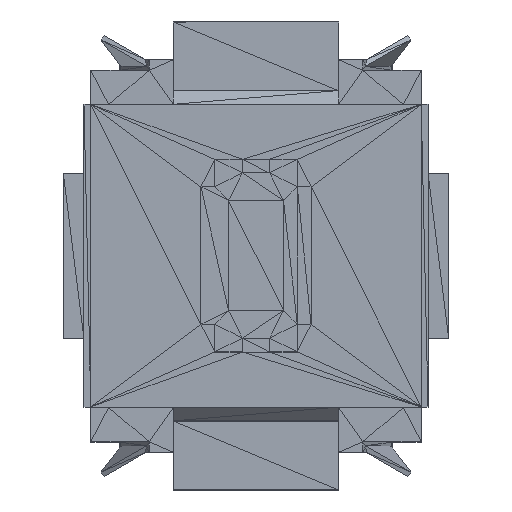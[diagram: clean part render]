
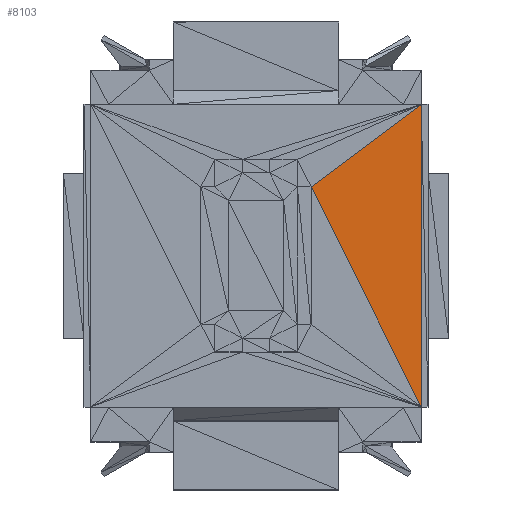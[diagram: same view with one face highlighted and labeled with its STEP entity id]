
A CAD part, top view. The second image highlights one B-rep face of the part: STEP entity #8103.
In plain terms, the highlighted planar face has unit normal (0, 0, 1).
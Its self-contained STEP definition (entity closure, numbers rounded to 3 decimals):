
#7765 = VERTEX_POINT('',#7766);
#7766 = CARTESIAN_POINT('',(6.,-5.5,9.));
#7947 = PLANE('',#7948);
#7948 = AXIS2_PLACEMENT_3D('',#7949,#7950,#7951);
#7949 = CARTESIAN_POINT('',(3.472,-1.764,9.));
#7950 = DIRECTION('',(0.,0.,1.));
#7951 = DIRECTION('',(1.,0.,-0.));
#8052 = VERTEX_POINT('',#8053);
#8053 = CARTESIAN_POINT('',(6.,5.5,9.));
#8103 = ADVANCED_FACE('',(#8104),#8116,.T.);
#8104 = FACE_BOUND('',#8105,.T.);
#8105 = EDGE_LOOP('',(#8106,#8138,#8158));
#8106 = ORIENTED_EDGE('',*,*,#8107,.T.);
#8107 = EDGE_CURVE('',#8052,#8108,#8110,.T.);
#8108 = VERTEX_POINT('',#8109);
#8109 = CARTESIAN_POINT('',(2.,2.5,9.));
#8110 = SURFACE_CURVE('',#8111,(#8115,#8127),.PCURVE_S1.);
#8111 = LINE('',#8112,#8113);
#8112 = CARTESIAN_POINT('',(6.,5.5,9.));
#8113 = VECTOR('',#8114,1.);
#8114 = DIRECTION('',(-0.8,-0.6,0.));
#8115 = PCURVE('',#8116,#8121);
#8116 = PLANE('',#8117);
#8117 = AXIS2_PLACEMENT_3D('',#8118,#8119,#8120);
#8118 = CARTESIAN_POINT('',(4.882,0.264,9.));
#8119 = DIRECTION('',(0.,0.,1.));
#8120 = DIRECTION('',(1.,0.,-0.));
#8121 = DEFINITIONAL_REPRESENTATION('',(#8122),#8126);
#8122 = LINE('',#8123,#8124);
#8123 = CARTESIAN_POINT('',(1.118,5.236));
#8124 = VECTOR('',#8125,1.);
#8125 = DIRECTION('',(-0.8,-0.6));
#8126 = ( GEOMETRIC_REPRESENTATION_CONTEXT(2) 
PARAMETRIC_REPRESENTATION_CONTEXT() REPRESENTATION_CONTEXT('2D SPACE',''
  ) );
#8127 = PCURVE('',#8128,#8133);
#8128 = PLANE('',#8129);
#8129 = AXIS2_PLACEMENT_3D('',#8130,#8131,#8132);
#8130 = CARTESIAN_POINT('',(3.661,4.122,9.));
#8131 = DIRECTION('',(0.,0.,1.));
#8132 = DIRECTION('',(1.,0.,-0.));
#8133 = DEFINITIONAL_REPRESENTATION('',(#8134),#8137);
#8134 = B_SPLINE_CURVE_WITH_KNOTS('',1,(#8135,#8136),.UNSPECIFIED.,.F.,
  .F.,(2,2),(0.,5.),.PIECEWISE_BEZIER_KNOTS.);
#8135 = CARTESIAN_POINT('',(2.339,1.378));
#8136 = CARTESIAN_POINT('',(-1.661,-1.622));
#8137 = ( GEOMETRIC_REPRESENTATION_CONTEXT(2) 
PARAMETRIC_REPRESENTATION_CONTEXT() REPRESENTATION_CONTEXT('2D SPACE',''
  ) );
#8138 = ORIENTED_EDGE('',*,*,#8139,.T.);
#8139 = EDGE_CURVE('',#8108,#7765,#8140,.T.);
#8140 = SURFACE_CURVE('',#8141,(#8145,#8152),.PCURVE_S1.);
#8141 = LINE('',#8142,#8143);
#8142 = CARTESIAN_POINT('',(2.,2.5,9.));
#8143 = VECTOR('',#8144,1.);
#8144 = DIRECTION('',(0.447,-0.894,0.));
#8145 = PCURVE('',#8116,#8146);
#8146 = DEFINITIONAL_REPRESENTATION('',(#8147),#8151);
#8147 = LINE('',#8148,#8149);
#8148 = CARTESIAN_POINT('',(-2.882,2.236));
#8149 = VECTOR('',#8150,1.);
#8150 = DIRECTION('',(0.447,-0.894));
#8151 = ( GEOMETRIC_REPRESENTATION_CONTEXT(2) 
PARAMETRIC_REPRESENTATION_CONTEXT() REPRESENTATION_CONTEXT('2D SPACE',''
  ) );
#8152 = PCURVE('',#7947,#8153);
#8153 = DEFINITIONAL_REPRESENTATION('',(#8154),#8157);
#8154 = B_SPLINE_CURVE_WITH_KNOTS('',1,(#8155,#8156),.UNSPECIFIED.,.F.,
  .F.,(2,2),(0.,8.944),.PIECEWISE_BEZIER_KNOTS.);
#8155 = CARTESIAN_POINT('',(-1.472,4.264));
#8156 = CARTESIAN_POINT('',(2.528,-3.736));
#8157 = ( GEOMETRIC_REPRESENTATION_CONTEXT(2) 
PARAMETRIC_REPRESENTATION_CONTEXT() REPRESENTATION_CONTEXT('2D SPACE',''
  ) );
#8158 = ORIENTED_EDGE('',*,*,#8159,.T.);
#8159 = EDGE_CURVE('',#7765,#8052,#8160,.T.);
#8160 = SURFACE_CURVE('',#8161,(#8165,#8172),.PCURVE_S1.);
#8161 = LINE('',#8162,#8163);
#8162 = CARTESIAN_POINT('',(6.,-5.5,9.));
#8163 = VECTOR('',#8164,1.);
#8164 = DIRECTION('',(0.,1.,0.));
#8165 = PCURVE('',#8116,#8166);
#8166 = DEFINITIONAL_REPRESENTATION('',(#8167),#8171);
#8167 = LINE('',#8168,#8169);
#8168 = CARTESIAN_POINT('',(1.118,-5.764));
#8169 = VECTOR('',#8170,1.);
#8170 = DIRECTION('',(0.,1.));
#8171 = ( GEOMETRIC_REPRESENTATION_CONTEXT(2) 
PARAMETRIC_REPRESENTATION_CONTEXT() REPRESENTATION_CONTEXT('2D SPACE',''
  ) );
#8172 = PCURVE('',#8173,#8178);
#8173 = PLANE('',#8174);
#8174 = AXIS2_PLACEMENT_3D('',#8175,#8176,#8177);
#8175 = CARTESIAN_POINT('',(6.,0.122,8.872));
#8176 = DIRECTION('',(1.,0.,0.));
#8177 = DIRECTION('',(0.,0.,1.));
#8178 = DEFINITIONAL_REPRESENTATION('',(#8179),#8182);
#8179 = B_SPLINE_CURVE_WITH_KNOTS('',1,(#8180,#8181),.UNSPECIFIED.,.F.,
  .F.,(2,2),(0.,11.),.PIECEWISE_BEZIER_KNOTS.);
#8180 = CARTESIAN_POINT('',(0.128,5.622));
#8181 = CARTESIAN_POINT('',(0.128,-5.378));
#8182 = ( GEOMETRIC_REPRESENTATION_CONTEXT(2) 
PARAMETRIC_REPRESENTATION_CONTEXT() REPRESENTATION_CONTEXT('2D SPACE',''
  ) );
